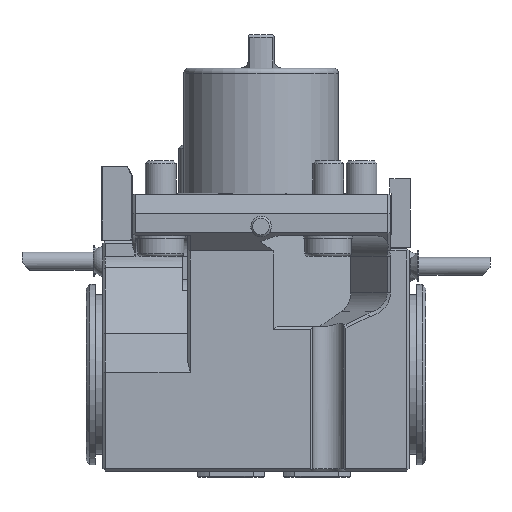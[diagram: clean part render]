
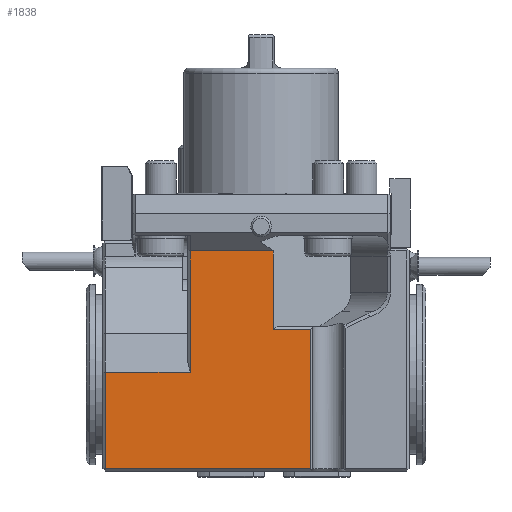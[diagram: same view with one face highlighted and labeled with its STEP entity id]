
A CAD part, front view. The second image highlights one B-rep face of the part: STEP entity #1838.
In plain terms, the highlighted planar face has unit normal (0, -1, 0).
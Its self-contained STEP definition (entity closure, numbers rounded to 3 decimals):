
#124=LINE('',#9833,#698);
#129=LINE('',#9844,#703);
#153=LINE('',#10070,#727);
#348=LINE('',#11110,#922);
#414=LINE('',#11321,#988);
#415=LINE('',#11323,#989);
#416=LINE('',#11325,#990);
#417=LINE('',#11326,#991);
#698=VECTOR('',#7471,1.);
#703=VECTOR('',#7478,1.);
#727=VECTOR('',#7552,1.);
#922=VECTOR('',#7969,1.);
#988=VECTOR('',#8137,1.);
#989=VECTOR('',#8140,1.);
#990=VECTOR('',#8141,1.);
#991=VECTOR('',#8142,1.);
#1838=ADVANCED_FACE('',(#2477),#2196,.T.);
#2196=PLANE('',#6959);
#2477=FACE_OUTER_BOUND('',#2887,.T.);
#2887=EDGE_LOOP('',(#3995,#3996,#3997,#3998,#3999,#4000,#4001,#4002));
#3995=ORIENTED_EDGE('',*,*,#5649,.T.);
#3996=ORIENTED_EDGE('',*,*,#6041,.T.);
#3997=ORIENTED_EDGE('',*,*,#6042,.F.);
#3998=ORIENTED_EDGE('',*,*,#6043,.T.);
#3999=ORIENTED_EDGE('',*,*,#5654,.T.);
#4000=ORIENTED_EDGE('',*,*,#5693,.F.);
#4001=ORIENTED_EDGE('',*,*,#5950,.T.);
#4002=ORIENTED_EDGE('',*,*,#6044,.T.);
#5049=VERTEX_POINT('',#9832);
#5050=VERTEX_POINT('',#9834);
#5051=VERTEX_POINT('',#9838);
#5054=VERTEX_POINT('',#9843);
#5086=VERTEX_POINT('',#10071);
#5263=VERTEX_POINT('',#11111);
#5319=VERTEX_POINT('',#11320);
#5320=VERTEX_POINT('',#11324);
#5649=EDGE_CURVE('',#5050,#5049,#124,.T.);
#5654=EDGE_CURVE('',#5051,#5054,#129,.T.);
#5693=EDGE_CURVE('',#5086,#5054,#153,.T.);
#5950=EDGE_CURVE('',#5086,#5263,#348,.T.);
#6041=EDGE_CURVE('',#5049,#5319,#414,.T.);
#6042=EDGE_CURVE('',#5320,#5319,#415,.T.);
#6043=EDGE_CURVE('',#5320,#5051,#416,.T.);
#6044=EDGE_CURVE('',#5263,#5050,#417,.T.);
#6959=AXIS2_PLACEMENT_3D('',#11327,#8143,#8144);
#7471=DIRECTION('',(0.,0.,1.));
#7478=DIRECTION('',(0.,0.,-1.));
#7552=DIRECTION('',(1.,0.,0.));
#7969=DIRECTION('',(0.,0.,-1.));
#8137=DIRECTION('',(-1.,0.,0.));
#8140=DIRECTION('',(0.,0.,-1.));
#8141=DIRECTION('',(-1.,0.,0.));
#8142=DIRECTION('',(1.,0.,0.));
#8143=DIRECTION('',(0.,-1.,0.));
#8144=DIRECTION('',(0.,0.,1.));
#9832=CARTESIAN_POINT('',(19.242,-39.959,-52.492));
#9833=CARTESIAN_POINT('',(19.242,-39.959,-107.437));
#9834=CARTESIAN_POINT('',(19.242,-39.959,-106.438));
#9838=CARTESIAN_POINT('',(-27.475,-39.959,-22.023));
#9843=CARTESIAN_POINT('',(-27.475,-39.959,-69.083));
#9844=CARTESIAN_POINT('',(-27.475,-39.959,-107.437));
#10070=CARTESIAN_POINT('',(186.023,-39.959,-69.083));
#10071=CARTESIAN_POINT('',(-60.442,-39.959,-69.083));
#11110=CARTESIAN_POINT('',(-60.442,-39.959,-107.437));
#11111=CARTESIAN_POINT('',(-60.442,-39.959,-106.438));
#11320=CARTESIAN_POINT('',(4.759,-39.959,-52.492));
#11321=CARTESIAN_POINT('',(186.023,-39.959,-52.492));
#11323=CARTESIAN_POINT('',(4.759,-39.959,-107.437));
#11324=CARTESIAN_POINT('',(4.759,-39.959,-22.023));
#11325=CARTESIAN_POINT('',(186.023,-39.959,-22.023));
#11326=CARTESIAN_POINT('',(186.023,-39.959,-106.438));
#11327=CARTESIAN_POINT('',(186.023,-39.959,-107.437));
